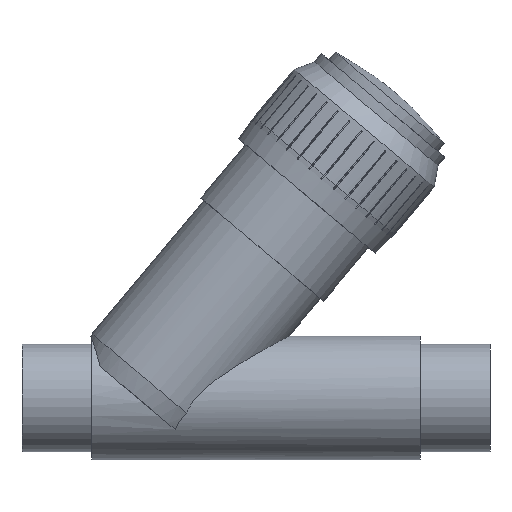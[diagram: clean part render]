
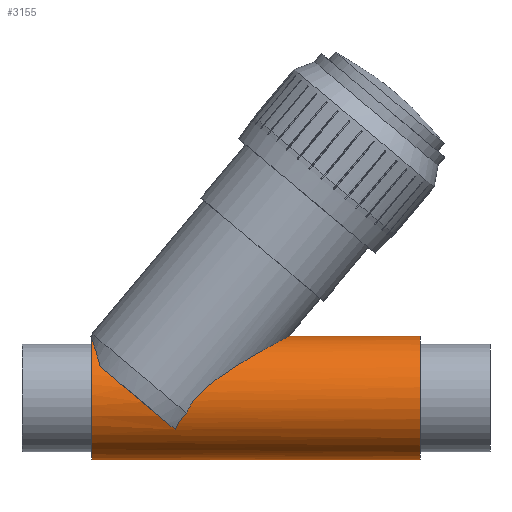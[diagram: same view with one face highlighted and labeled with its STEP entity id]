
A CAD part, front view. The second image highlights one B-rep face of the part: STEP entity #3155.
In plain terms, the highlighted cylindrical face has radius 23 mm (diameter 46 mm), a full revolution.
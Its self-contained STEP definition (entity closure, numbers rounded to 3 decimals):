
#34=ELLIPSE($,#3347,35.782,23.);
#35=ELLIPSE($,#3348,35.782,23.);
#40=B_SPLINE_CURVE_WITH_KNOTS($,3,(#4794,#4795,#4796,#4797,#4798,#4799,
#4800,#4801,#4802,#4803),.UNSPECIFIED.,.F.,.F.,(4,2,2,2,4),(7.119,
7.239,7.815,8.391,8.714),
 .UNSPECIFIED.);
#41=B_SPLINE_CURVE_WITH_KNOTS($,3,(#4807,#4808,#4809,#4810,#4811,#4812,
#4813,#4814),.UNSPECIFIED.,.F.,.F.,(4,2,2,4),(18.299,18.35,
18.747,19.066),.UNSPECIFIED.);
#42=B_SPLINE_CURVE_WITH_KNOTS($,3,(#4816,#4817,#4818,#4819,#4820,#4821,
#4822,#4823,#4824,#4825,#4826,#4827,#4828,#4829,#4830,#4831,#4832,#4833,
#4834,#4835,#4836),.UNSPECIFIED.,.F.,.F.,(4,2,3,2,2,2,2,2,2,4),(16.443,
16.633,17.089,17.807,18.526,19.335,
20.143,21.08,21.549,22.017),
 .UNSPECIFIED.);
#43=B_SPLINE_CURVE_WITH_KNOTS($,3,(#4838,#4839,#4840,#4841,#4842,#4843,
#4844,#4845,#4846,#4847,#4848,#4849,#4850,#4851,#4852,#4853,#4854,#4855,
#4856,#4857),.UNSPECIFIED.,.F.,.F.,(4,2,2,2,2,2,2,2,2,4),(-12.161,
-11.693,-11.224,-10.287,-9.478,
-8.67,-7.951,-7.232,-6.777,
-6.587),.UNSPECIFIED.);
#44=B_SPLINE_CURVE_WITH_KNOTS($,3,(#4859,#4860,#4861,#4862,#4863,#4864,
#4865,#4866),.UNSPECIFIED.,.F.,.F.,(4,2,2,4),(-6.217,-5.898,
-5.501,-5.45),.UNSPECIFIED.);
#45=B_SPLINE_CURVE_WITH_KNOTS($,3,(#4869,#4870,#4871,#4872,#4873,#4874,
#4875,#4876,#4877,#4878),.UNSPECIFIED.,.F.,.F.,(4,2,2,2,4),(-8.714,
-8.391,-7.815,-7.239,-7.119),
 .UNSPECIFIED.);
#647=FACE_OUTER_BOUND($,#898,.T.);
#815=CYLINDRICAL_SURFACE($,#3346,23.);
#867=FACE_BOUND($,#899,.T.);
#898=EDGE_LOOP($,(#2080,#2081,#2082,#2083,#2084,#2085,#2086,#2087,#2088));
#899=EDGE_LOOP($,(#2089));
#1089=CIRCLE($,#3345,23.);
#1090=CIRCLE($,#3349,23.);
#1262=VERTEX_POINT($,#4774);
#1264=VERTEX_POINT($,#4782);
#1265=VERTEX_POINT($,#4793);
#1266=VERTEX_POINT($,#4804);
#1267=VERTEX_POINT($,#4806);
#1268=VERTEX_POINT($,#4815);
#1269=VERTEX_POINT($,#4837);
#1270=VERTEX_POINT($,#4858);
#1271=VERTEX_POINT($,#4867);
#1272=VERTEX_POINT($,#4879);
#1593=EDGE_CURVE($,#1262,#1264,#1089,.T.);
#1594=EDGE_CURVE($,#1264,#1265,#40,.T.);
#1595=EDGE_CURVE($,#1265,#1266,#34,.T.);
#1596=EDGE_CURVE($,#1266,#1267,#41,.T.);
#1597=EDGE_CURVE($,#1267,#1268,#42,.T.);
#1598=EDGE_CURVE($,#1268,#1269,#43,.T.);
#1599=EDGE_CURVE($,#1269,#1270,#44,.T.);
#1600=EDGE_CURVE($,#1270,#1271,#35,.T.);
#1601=EDGE_CURVE($,#1271,#1262,#45,.T.);
#1602=EDGE_CURVE($,#1272,#1272,#1090,.T.);
#2080=ORIENTED_EDGE($,*,*,#1593,.T.);
#2081=ORIENTED_EDGE($,*,*,#1594,.T.);
#2082=ORIENTED_EDGE($,*,*,#1595,.T.);
#2083=ORIENTED_EDGE($,*,*,#1596,.T.);
#2084=ORIENTED_EDGE($,*,*,#1597,.T.);
#2085=ORIENTED_EDGE($,*,*,#1598,.T.);
#2086=ORIENTED_EDGE($,*,*,#1599,.T.);
#2087=ORIENTED_EDGE($,*,*,#1600,.T.);
#2088=ORIENTED_EDGE($,*,*,#1601,.T.);
#2089=ORIENTED_EDGE($,*,*,#1602,.T.);
#3155=ADVANCED_FACE($,(#647,#867),#815,.T.);
#3345=AXIS2_PLACEMENT_3D($,#4791,#3719,#3720);
#3346=AXIS2_PLACEMENT_3D($,#4792,#3721,#3722);
#3347=AXIS2_PLACEMENT_3D($,#4805,#3723,#3724);
#3348=AXIS2_PLACEMENT_3D($,#4868,#3725,#3726);
#3349=AXIS2_PLACEMENT_3D($,#4880,#3727,#3728);
#3719=DIRECTION('center_axis',(1.,0.,0.));
#3720=DIRECTION('ref_axis',(0.,0.,1.));
#3721=DIRECTION('center_axis',(-1.,0.,0.));
#3722=DIRECTION('ref_axis',(0.,0.,1.));
#3723=DIRECTION('center_axis',(-0.643,0.,-0.766));
#3724=DIRECTION('ref_axis',(-0.766,0.,0.643));
#3725=DIRECTION('center_axis',(-0.643,0.,-0.766));
#3726=DIRECTION('ref_axis',(-0.766,0.,0.643));
#3727=DIRECTION('center_axis',(-1.,0.,0.));
#3728=DIRECTION('ref_axis',(0.,0.,1.));
#4774=CARTESIAN_POINT('',(29.783,-7.282,21.817));
#4782=CARTESIAN_POINT('',(29.783,7.282,21.817));
#4791=CARTESIAN_POINT('Origin',(29.783,0.,0.));
#4792=CARTESIAN_POINT('Origin',(77.5,0.,0.));
#4793=CARTESIAN_POINT('',(32.864,19.814,11.679));
#4794=CARTESIAN_POINT('Ctrl Pts',(29.783,7.282,21.817));
#4795=CARTESIAN_POINT('Ctrl Pts',(29.83,7.675,21.686));
#4796=CARTESIAN_POINT('Ctrl Pts',(29.879,8.057,21.546));
#4797=CARTESIAN_POINT('Ctrl Pts',(30.176,10.198,20.703));
#4798=CARTESIAN_POINT('Ctrl Pts',(30.519,12.018,19.716));
#4799=CARTESIAN_POINT('Ctrl Pts',(31.314,15.304,17.29));
#4800=CARTESIAN_POINT('Ctrl Pts',(31.763,16.77,15.852));
#4801=CARTESIAN_POINT('Ctrl Pts',(32.399,18.602,13.567));
#4802=CARTESIAN_POINT('Ctrl Pts',(32.638,19.239,12.655));
#4803=CARTESIAN_POINT('Ctrl Pts',(32.864,19.814,11.679));
#4804=CARTESIAN_POINT('',(60.701,19.814,-11.679));
#4805=CARTESIAN_POINT('Origin',(46.783,0.,0.));
#4806=CARTESIAN_POINT('',(64.892,22.323,-5.538));
#4807=CARTESIAN_POINT('Ctrl Pts',(60.701,19.814,-11.679));
#4808=CARTESIAN_POINT('Ctrl Pts',(60.756,19.899,-11.535));
#4809=CARTESIAN_POINT('Ctrl Pts',(60.813,19.982,-11.391));
#4810=CARTESIAN_POINT('Ctrl Pts',(61.343,20.693,-10.123));
#4811=CARTESIAN_POINT('Ctrl Pts',(61.993,21.197,-8.998));
#4812=CARTESIAN_POINT('Ctrl Pts',(63.417,21.898,-7.092));
#4813=CARTESIAN_POINT('Ctrl Pts',(64.138,22.138,-6.286));
#4814=CARTESIAN_POINT('Ctrl Pts',(64.892,22.323,-5.538));
#4815=CARTESIAN_POINT('',(103.055,0.,23.));
#4816=CARTESIAN_POINT('Ctrl Pts',(64.892,22.323,-5.538));
#4817=CARTESIAN_POINT('Ctrl Pts',(65.141,22.469,-4.95));
#4818=CARTESIAN_POINT('Ctrl Pts',(65.422,22.588,-4.37));
#4819=CARTESIAN_POINT('Ctrl Pts',(66.474,22.911,-2.446));
#4820=CARTESIAN_POINT('Ctrl Pts',(67.384,23.,-1.163));
#4821=CARTESIAN_POINT('Ctrl Pts',(68.36,23.,0.));
#4822=CARTESIAN_POINT('Ctrl Pts',(69.9,23.,1.835));
#4823=CARTESIAN_POINT('Ctrl Pts',(71.803,22.777,3.609));
#4824=CARTESIAN_POINT('Ctrl Pts',(75.816,22.016,6.863));
#4825=CARTESIAN_POINT('Ctrl Pts',(77.92,21.477,8.351));
#4826=CARTESIAN_POINT('Ctrl Pts',(82.021,20.213,11.091));
#4827=CARTESIAN_POINT('Ctrl Pts',(84.423,19.334,12.583));
#4828=CARTESIAN_POINT('Ctrl Pts',(89.145,17.184,15.39));
#4829=CARTESIAN_POINT('Ctrl Pts',(91.462,15.909,16.706));
#4830=CARTESIAN_POINT('Ctrl Pts',(95.828,12.926,19.136));
#4831=CARTESIAN_POINT('Ctrl Pts',(98.237,10.873,20.438));
#4832=CARTESIAN_POINT('Ctrl Pts',(100.946,7.195,21.885));
#4833=CARTESIAN_POINT('Ctrl Pts',(101.7,5.871,22.284));
#4834=CARTESIAN_POINT('Ctrl Pts',(102.754,3.054,22.842));
#4835=CARTESIAN_POINT('Ctrl Pts',(103.055,1.562,23.));
#4836=CARTESIAN_POINT('Ctrl Pts',(103.055,0.,
23.));
#4837=CARTESIAN_POINT('',(64.892,-22.323,-5.538));
#4838=CARTESIAN_POINT('Ctrl Pts',(103.055,0.,
23.));
#4839=CARTESIAN_POINT('Ctrl Pts',(103.055,-1.562,23.));
#4840=CARTESIAN_POINT('Ctrl Pts',(102.754,-3.054,22.842));
#4841=CARTESIAN_POINT('Ctrl Pts',(101.7,-5.871,22.284));
#4842=CARTESIAN_POINT('Ctrl Pts',(100.946,-7.195,21.885));
#4843=CARTESIAN_POINT('Ctrl Pts',(98.237,-10.873,20.438));
#4844=CARTESIAN_POINT('Ctrl Pts',(95.828,-12.926,19.136));
#4845=CARTESIAN_POINT('Ctrl Pts',(91.462,-15.909,16.706));
#4846=CARTESIAN_POINT('Ctrl Pts',(89.145,-17.184,15.39));
#4847=CARTESIAN_POINT('Ctrl Pts',(84.423,-19.334,12.583));
#4848=CARTESIAN_POINT('Ctrl Pts',(82.021,-20.213,11.091));
#4849=CARTESIAN_POINT('Ctrl Pts',(77.92,-21.477,8.351));
#4850=CARTESIAN_POINT('Ctrl Pts',(75.816,-22.016,6.863));
#4851=CARTESIAN_POINT('Ctrl Pts',(71.803,-22.777,3.609));
#4852=CARTESIAN_POINT('Ctrl Pts',(69.9,-23.,1.835));
#4853=CARTESIAN_POINT('Ctrl Pts',(67.384,-23.,-1.163));
#4854=CARTESIAN_POINT('Ctrl Pts',(66.474,-22.911,-2.446));
#4855=CARTESIAN_POINT('Ctrl Pts',(65.422,-22.588,-4.37));
#4856=CARTESIAN_POINT('Ctrl Pts',(65.141,-22.469,-4.95));
#4857=CARTESIAN_POINT('Ctrl Pts',(64.892,-22.323,-5.538));
#4858=CARTESIAN_POINT('',(60.701,-19.814,-11.679));
#4859=CARTESIAN_POINT('Ctrl Pts',(64.892,-22.323,-5.538));
#4860=CARTESIAN_POINT('Ctrl Pts',(64.138,-22.138,-6.286));
#4861=CARTESIAN_POINT('Ctrl Pts',(63.417,-21.898,-7.092));
#4862=CARTESIAN_POINT('Ctrl Pts',(61.993,-21.197,-8.998));
#4863=CARTESIAN_POINT('Ctrl Pts',(61.343,-20.693,-10.123));
#4864=CARTESIAN_POINT('Ctrl Pts',(60.813,-19.982,-11.391));
#4865=CARTESIAN_POINT('Ctrl Pts',(60.756,-19.899,-11.535));
#4866=CARTESIAN_POINT('Ctrl Pts',(60.701,-19.814,-11.679));
#4867=CARTESIAN_POINT('',(32.864,-19.814,11.679));
#4868=CARTESIAN_POINT('Origin',(46.783,0.,0.));
#4869=CARTESIAN_POINT('Ctrl Pts',(32.864,-19.814,11.679));
#4870=CARTESIAN_POINT('Ctrl Pts',(32.638,-19.239,12.655));
#4871=CARTESIAN_POINT('Ctrl Pts',(32.399,-18.602,13.567));
#4872=CARTESIAN_POINT('Ctrl Pts',(31.763,-16.77,15.852));
#4873=CARTESIAN_POINT('Ctrl Pts',(31.314,-15.304,17.29));
#4874=CARTESIAN_POINT('Ctrl Pts',(30.519,-12.018,19.716));
#4875=CARTESIAN_POINT('Ctrl Pts',(30.176,-10.198,20.703));
#4876=CARTESIAN_POINT('Ctrl Pts',(29.879,-8.057,21.546));
#4877=CARTESIAN_POINT('Ctrl Pts',(29.83,-7.675,21.686));
#4878=CARTESIAN_POINT('Ctrl Pts',(29.783,-7.282,21.817));
#4879=CARTESIAN_POINT('',(151.783,0.,-23.));
#4880=CARTESIAN_POINT('Origin',(151.783,0.,0.));
